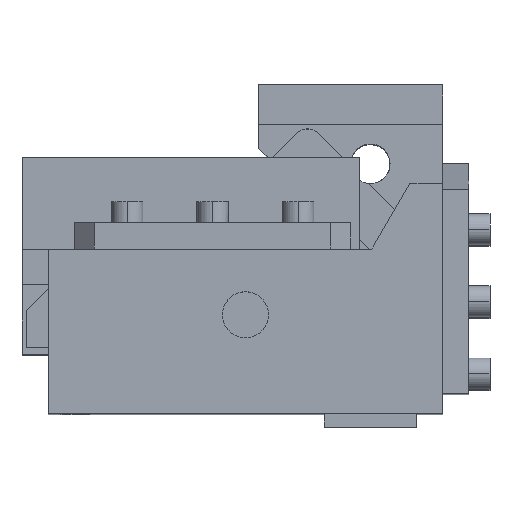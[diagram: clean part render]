
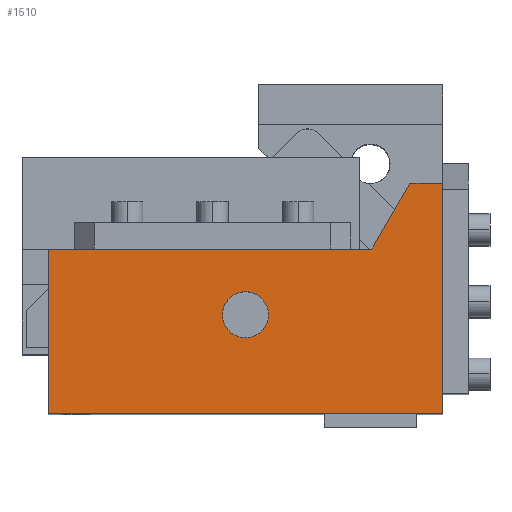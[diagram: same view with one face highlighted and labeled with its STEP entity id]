
A CAD part, top view. The second image highlights one B-rep face of the part: STEP entity #1510.
In plain terms, the highlighted planar face has unit normal (0, 0, 1).
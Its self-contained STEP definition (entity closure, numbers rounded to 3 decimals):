
#1437=CARTESIAN_POINT('Axis2P3D Location',(0.,0.,262.5)) ;
#1442=CARTESIAN_POINT('Line Origine',(-300.,62.5,262.5)) ;
#1446=CARTESIAN_POINT('Vertex',(-300.,125.,262.5)) ;
#1448=CARTESIAN_POINT('Vertex',(-300.,0.,262.5)) ;
#1451=CARTESIAN_POINT('Line Origine',(-150.,0.,262.5)) ;
#1455=CARTESIAN_POINT('Vertex',(0.,0.,262.5)) ;
#1458=CARTESIAN_POINT('Line Origine',(0.,87.5,262.5)) ;
#1462=CARTESIAN_POINT('Vertex',(0.,175.,262.5)) ;
#1465=CARTESIAN_POINT('Line Origine',(-12.5,175.,262.5)) ;
#1469=CARTESIAN_POINT('Vertex',(-25.,175.,262.5)) ;
#1472=CARTESIAN_POINT('Line Origine',(-39.434,150.,262.5)) ;
#1476=CARTESIAN_POINT('Vertex',(-53.868,125.,262.5)) ;
#1479=CARTESIAN_POINT('Line Origine',(-176.934,125.,262.5)) ;
#1492=CARTESIAN_POINT('Axis2P3D Location',(-150.,75.,262.5)) ;
#1496=CARTESIAN_POINT('Vertex',(-132.5,75.,262.5)) ;
#1498=CARTESIAN_POINT('Vertex',(-167.5,75.,262.5)) ;
#1501=CARTESIAN_POINT('Axis2P3D Location',(-150.,75.,262.5)) ;
#1438=DIRECTION('Axis2P3D Direction',(0.,0.,1.)) ;
#1439=DIRECTION('Axis2P3D XDirection',(1.,0.,0.)) ;
#1443=DIRECTION('Vector Direction',(0.,-1.,0.)) ;
#1452=DIRECTION('Vector Direction',(1.,0.,0.)) ;
#1459=DIRECTION('Vector Direction',(0.,1.,0.)) ;
#1466=DIRECTION('Vector Direction',(-1.,0.,0.)) ;
#1473=DIRECTION('Vector Direction',(-0.5,-0.866,0.)) ;
#1480=DIRECTION('Vector Direction',(-1.,0.,0.)) ;
#1493=DIRECTION('Axis2P3D Direction',(0.,0.,1.)) ;
#1502=DIRECTION('Axis2P3D Direction',(0.,0.,1.)) ;
#1440=AXIS2_PLACEMENT_3D('Plane Axis2P3D',#1437,#1438,#1439) ;
#1494=AXIS2_PLACEMENT_3D('Circle Axis2P3D',#1492,#1493,$) ;
#1503=AXIS2_PLACEMENT_3D('Circle Axis2P3D',#1501,#1502,$) ;
#1485=ORIENTED_EDGE('',*,*,#1450,.T.) ;
#1486=ORIENTED_EDGE('',*,*,#1457,.T.) ;
#1487=ORIENTED_EDGE('',*,*,#1464,.T.) ;
#1488=ORIENTED_EDGE('',*,*,#1471,.T.) ;
#1489=ORIENTED_EDGE('',*,*,#1478,.T.) ;
#1490=ORIENTED_EDGE('',*,*,#1483,.T.) ;
#1507=ORIENTED_EDGE('',*,*,#1500,.T.) ;
#1508=ORIENTED_EDGE('',*,*,#1505,.T.) ;
#1509=FACE_BOUND('',#1506,.T.) ;
#1444=VECTOR('Line Direction',#1443,1.) ;
#1453=VECTOR('Line Direction',#1452,1.) ;
#1460=VECTOR('Line Direction',#1459,1.) ;
#1467=VECTOR('Line Direction',#1466,1.) ;
#1474=VECTOR('Line Direction',#1473,1.) ;
#1481=VECTOR('Line Direction',#1480,1.) ;
#1510=ADVANCED_FACE('CAM HOLDER',(#1491,#1509),#1441,.T.) ;
#1495=CIRCLE('generated circle',#1494,17.5) ;
#1504=CIRCLE('generated circle',#1503,17.5) ;
#1450=EDGE_CURVE('',#1447,#1449,#1445,.T.) ;
#1457=EDGE_CURVE('',#1449,#1456,#1454,.T.) ;
#1464=EDGE_CURVE('',#1456,#1463,#1461,.T.) ;
#1471=EDGE_CURVE('',#1463,#1470,#1468,.T.) ;
#1478=EDGE_CURVE('',#1470,#1477,#1475,.T.) ;
#1483=EDGE_CURVE('',#1477,#1447,#1482,.T.) ;
#1500=EDGE_CURVE('',#1497,#1499,#1495,.F.) ;
#1505=EDGE_CURVE('',#1499,#1497,#1504,.F.) ;
#1484=EDGE_LOOP('',(#1485,#1486,#1487,#1488,#1489,#1490)) ;
#1506=EDGE_LOOP('',(#1507,#1508)) ;
#1491=FACE_OUTER_BOUND('',#1484,.T.) ;
#1445=LINE('Line',#1442,#1444) ;
#1454=LINE('Line',#1451,#1453) ;
#1461=LINE('Line',#1458,#1460) ;
#1468=LINE('Line',#1465,#1467) ;
#1475=LINE('Line',#1472,#1474) ;
#1482=LINE('Line',#1479,#1481) ;
#1441=PLANE('Plane',#1440) ;
#1447=VERTEX_POINT('',#1446) ;
#1449=VERTEX_POINT('',#1448) ;
#1456=VERTEX_POINT('',#1455) ;
#1463=VERTEX_POINT('',#1462) ;
#1470=VERTEX_POINT('',#1469) ;
#1477=VERTEX_POINT('',#1476) ;
#1497=VERTEX_POINT('',#1496) ;
#1499=VERTEX_POINT('',#1498) ;
